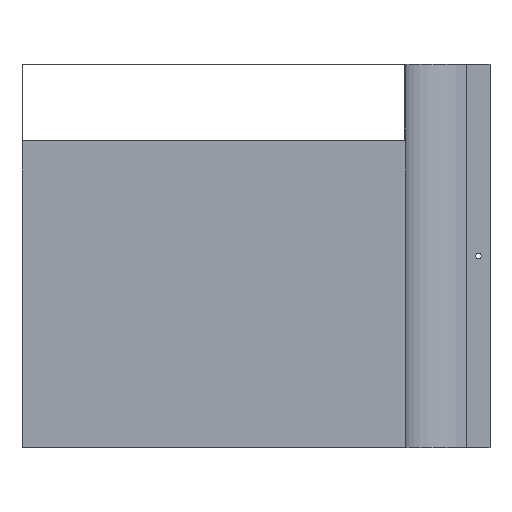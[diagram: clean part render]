
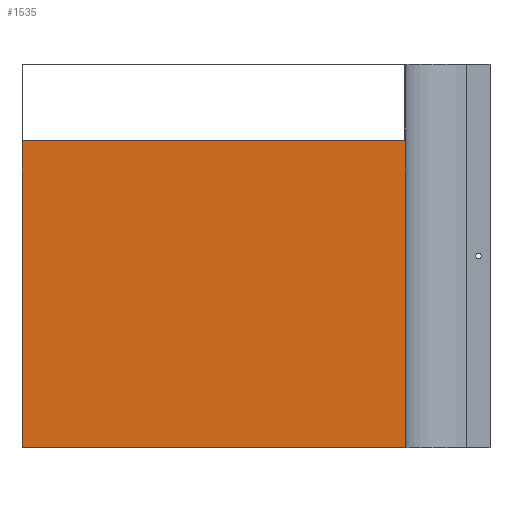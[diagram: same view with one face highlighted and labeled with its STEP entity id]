
A CAD part, front view. The second image highlights one B-rep face of the part: STEP entity #1535.
In plain terms, the highlighted planar face has unit normal (0, -1, 0).
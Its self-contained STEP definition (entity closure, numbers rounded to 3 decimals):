
#83 = LINE ( 'NONE', #1061, #86 ) ;
#86 = VECTOR ( 'NONE', #1062, 1000. ) ;
#137 = FACE_OUTER_BOUND ( 'NONE', #1621, .T. ) ;
#298 = CARTESIAN_POINT ( 'NONE',  ( 0., -1., 0. ) ) ;
#299 = PLANE ( 'NONE',  #1286 ) ;
#302 = DIRECTION ( 'NONE',  ( 0., 1., 0. ) ) ;
#303 = DIRECTION ( 'NONE',  ( 0., 0., 1. ) ) ;
#473 = CARTESIAN_POINT ( 'NONE',  ( 500., -1., -499. ) ) ;
#474 = CARTESIAN_POINT ( 'NONE',  ( 0., -1., -499. ) ) ;
#483 = CARTESIAN_POINT ( 'NONE',  ( 0., -1., -99. ) ) ;
#750 = ORIENTED_EDGE ( 'NONE', *, *, #1408, .T. ) ;
#751 = ORIENTED_EDGE ( 'NONE', *, *, #1316, .T. ) ;
#752 = ORIENTED_EDGE ( 'NONE', *, *, #1263, .T. ) ;
#753 = ORIENTED_EDGE ( 'NONE', *, *, #1346, .T. ) ;
#832 = CARTESIAN_POINT ( 'NONE',  ( 0., -1., -499. ) ) ;
#835 = DIRECTION ( 'NONE',  ( 1., 0., 0. ) ) ;
#855 = VERTEX_POINT ( 'NONE', #1940 ) ;
#913 = CARTESIAN_POINT ( 'NONE',  ( 0., -1., -99. ) ) ;
#918 = DIRECTION ( 'NONE',  ( -1., 0., 0. ) ) ;
#1061 = CARTESIAN_POINT ( 'NONE',  ( 0., -1., -499. ) ) ;
#1062 = DIRECTION ( 'NONE',  ( 0., 0., -1. ) ) ;
#1263 = EDGE_CURVE ( 'NONE', #1925, #855, #1760, .T. ) ;
#1286 = AXIS2_PLACEMENT_3D ( 'NONE', #298, #302, #303 ) ;
#1316 = EDGE_CURVE ( 'NONE', #1926, #1925, #1783, .T. ) ;
#1346 = EDGE_CURVE ( 'NONE', #855, #1935, #1835, .T. ) ;
#1408 = EDGE_CURVE ( 'NONE', #1935, #1926, #83, .T. ) ;
#1446 = DIRECTION ( 'NONE',  ( 0., 0., 1. ) ) ;
#1448 = CARTESIAN_POINT ( 'NONE',  ( 500., -1., -499. ) ) ;
#1535 = ADVANCED_FACE ( 'NONE', ( #137 ), #299, .F. ) ;
#1621 = EDGE_LOOP ( 'NONE', ( #750, #751, #752, #753 ) ) ;
#1760 = LINE ( 'NONE', #1448, #1763 ) ;
#1763 = VECTOR ( 'NONE', #1446, 1000. ) ;
#1783 = LINE ( 'NONE', #832, #1787 ) ;
#1787 = VECTOR ( 'NONE', #835, 1000. ) ;
#1835 = LINE ( 'NONE', #913, #1840 ) ;
#1840 = VECTOR ( 'NONE', #918, 1000. ) ;
#1925 = VERTEX_POINT ( 'NONE', #473 ) ;
#1926 = VERTEX_POINT ( 'NONE', #474 ) ;
#1935 = VERTEX_POINT ( 'NONE', #483 ) ;
#1940 = CARTESIAN_POINT ( 'NONE',  ( 500., -1., -99. ) ) ;
